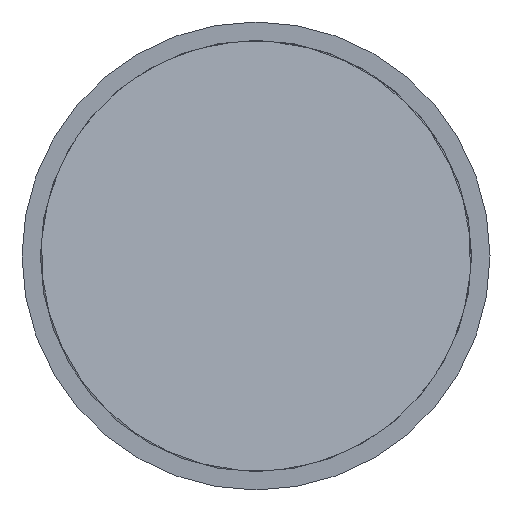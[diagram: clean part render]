
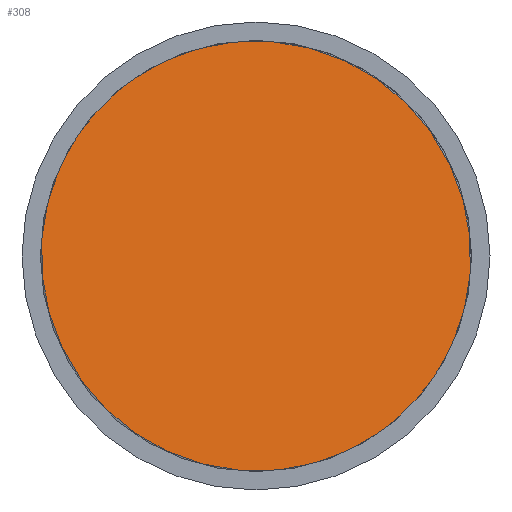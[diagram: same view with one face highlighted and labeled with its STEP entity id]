
A CAD part, front view. The second image highlights one B-rep face of the part: STEP entity #308.
In plain terms, the highlighted face is planar.
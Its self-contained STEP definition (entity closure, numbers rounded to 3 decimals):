
#86=FACE_OUTER_BOUND('',#110,.T.);
#110=EDGE_LOOP('',(#231));
#142=CIRCLE('',#418,23.4);
#165=VERTEX_POINT('',#596);
#189=EDGE_CURVE('',#165,#165,#142,.T.);
#231=ORIENTED_EDGE('',*,*,#189,.T.);
#295=PLANE('',#419);
#308=ADVANCED_FACE('',(#86),#295,.T.);
#418=AXIS2_PLACEMENT_3D('',#597,#480,#481);
#419=AXIS2_PLACEMENT_3D('',#599,#483,#484);
#480=DIRECTION('center_axis',(0.,1.,0.));
#481=DIRECTION('ref_axis',(1.,0.,0.));
#483=DIRECTION('center_axis',(0.,1.,0.));
#484=DIRECTION('ref_axis',(0.,0.,1.));
#596=CARTESIAN_POINT('',(0.,15.,-23.4));
#597=CARTESIAN_POINT('Origin',(0.,15.,0.));
#599=CARTESIAN_POINT('Origin',(0.,15.,0.));
